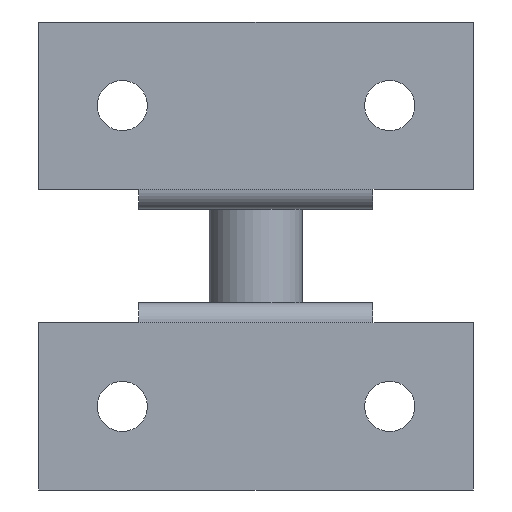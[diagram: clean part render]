
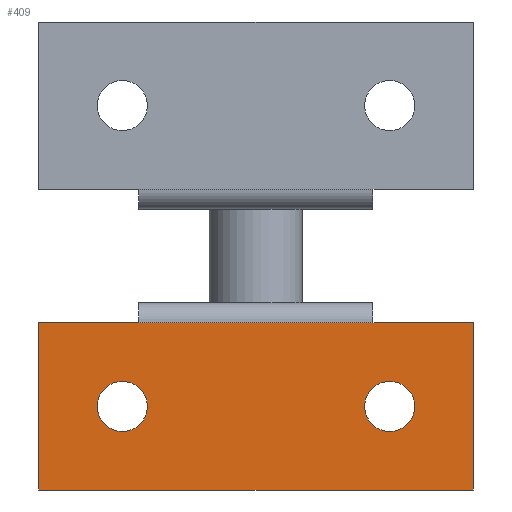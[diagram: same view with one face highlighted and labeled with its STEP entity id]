
A CAD part, left-side view. The second image highlights one B-rep face of the part: STEP entity #409.
In plain terms, the highlighted planar face has unit normal (-1, 0, 0).
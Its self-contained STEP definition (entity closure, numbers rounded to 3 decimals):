
#41=FACE_BOUND('',#108,.T.);
#42=FACE_BOUND('',#109,.T.);
#55=PLANE('',#483);
#76=FACE_OUTER_BOUND('',#107,.T.);
#107=EDGE_LOOP('',(#324,#325,#326,#327,#328,#329));
#108=EDGE_LOOP('',(#330));
#109=EDGE_LOOP('',(#331));
#138=LINE('',#685,#166);
#141=LINE('',#693,#169);
#147=LINE('',#704,#175);
#148=LINE('',#708,#176);
#149=LINE('',#709,#177);
#150=LINE('',#710,#178);
#166=VECTOR('',#557,10.);
#169=VECTOR('',#564,10.);
#175=VECTOR('',#572,10.);
#176=VECTOR('',#575,10.);
#177=VECTOR('',#576,10.);
#178=VECTOR('',#577,10.);
#196=CIRCLE('',#470,3.75);
#198=CIRCLE('',#473,3.75);
#219=VERTEX_POINT('',#667);
#221=VERTEX_POINT('',#672);
#225=VERTEX_POINT('',#682);
#226=VERTEX_POINT('',#684);
#229=VERTEX_POINT('',#692);
#233=VERTEX_POINT('',#702);
#234=VERTEX_POINT('',#706);
#235=VERTEX_POINT('',#707);
#256=EDGE_CURVE('',#219,#219,#196,.T.);
#258=EDGE_CURVE('',#221,#221,#198,.T.);
#262=EDGE_CURVE('',#225,#226,#138,.T.);
#266=EDGE_CURVE('',#226,#229,#141,.T.);
#272=EDGE_CURVE('',#233,#225,#147,.T.);
#273=EDGE_CURVE('',#234,#235,#148,.T.);
#274=EDGE_CURVE('',#229,#235,#149,.T.);
#275=EDGE_CURVE('',#233,#234,#150,.T.);
#324=ORIENTED_EDGE('',*,*,#273,.T.);
#325=ORIENTED_EDGE('',*,*,#274,.F.);
#326=ORIENTED_EDGE('',*,*,#266,.F.);
#327=ORIENTED_EDGE('',*,*,#262,.F.);
#328=ORIENTED_EDGE('',*,*,#272,.F.);
#329=ORIENTED_EDGE('',*,*,#275,.T.);
#330=ORIENTED_EDGE('',*,*,#256,.T.);
#331=ORIENTED_EDGE('',*,*,#258,.T.);
#409=ADVANCED_FACE('',(#76,#41,#42),#55,.T.);
#470=AXIS2_PLACEMENT_3D('',#668,#537,#538);
#473=AXIS2_PLACEMENT_3D('',#673,#543,#544);
#483=AXIS2_PLACEMENT_3D('',#705,#573,#574);
#537=DIRECTION('center_axis',(1.,0.,0.));
#538=DIRECTION('ref_axis',(0.,0.,1.));
#543=DIRECTION('center_axis',(1.,0.,0.));
#544=DIRECTION('ref_axis',(0.,0.,1.));
#557=DIRECTION('',(0.,-1.,0.));
#564=DIRECTION('',(0.,-1.,0.));
#572=DIRECTION('',(0.,-1.,0.));
#573=DIRECTION('center_axis',(-1.,0.,0.));
#574=DIRECTION('ref_axis',(0.,0.,1.));
#575=DIRECTION('',(0.,-1.,0.));
#576=DIRECTION('',(0.,0.,-1.));
#577=DIRECTION('',(0.,0.,-1.));
#667=CARTESIAN_POINT('',(-3.,37.5,-8.75));
#668=CARTESIAN_POINT('Origin',(-3.,37.5,-12.5));
#672=CARTESIAN_POINT('',(-3.,-2.5,-8.75));
#673=CARTESIAN_POINT('Origin',(-3.,-2.5,-12.5));
#682=CARTESIAN_POINT('',(-3.,35.,0.));
#684=CARTESIAN_POINT('',(-3.,0.,0.));
#685=CARTESIAN_POINT('',(-3.,50.,0.));
#692=CARTESIAN_POINT('',(-3.,-15.,0.));
#693=CARTESIAN_POINT('',(-3.,50.,0.));
#702=CARTESIAN_POINT('',(-3.,50.,0.));
#704=CARTESIAN_POINT('',(-3.,50.,0.));
#705=CARTESIAN_POINT('Origin',(-3.,50.,0.));
#706=CARTESIAN_POINT('',(-3.,50.,-25.));
#707=CARTESIAN_POINT('',(-3.,-15.,-25.));
#708=CARTESIAN_POINT('',(-3.,50.,-25.));
#709=CARTESIAN_POINT('',(-3.,-15.,0.));
#710=CARTESIAN_POINT('',(-3.,50.,0.));
